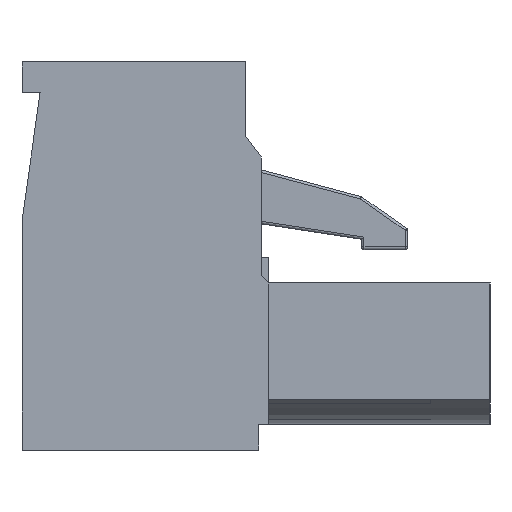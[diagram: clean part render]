
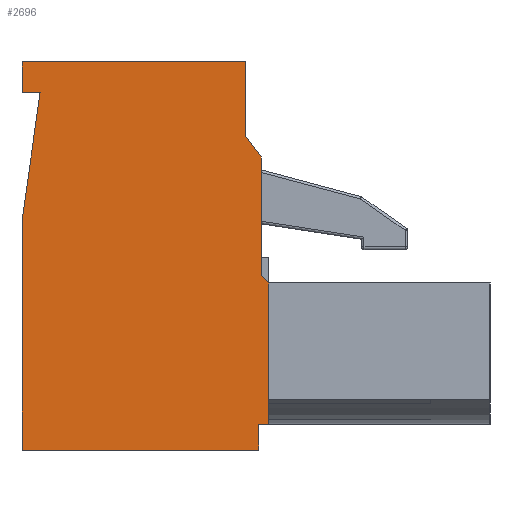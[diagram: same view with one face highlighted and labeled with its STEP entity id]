
A CAD part, left-side view. The second image highlights one B-rep face of the part: STEP entity #2696.
In plain terms, the highlighted planar face has unit normal (-1, 0, 0).
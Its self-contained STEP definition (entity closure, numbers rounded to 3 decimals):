
#2696 = ADVANCED_FACE( '', ( #5825 ), #5826, .F. );
#5825 = FACE_OUTER_BOUND( '', #9493, .T. );
#5826 = PLANE( '', #9494 );
#9493 = EDGE_LOOP( '', ( #16741, #16742, #16743, #16744, #16745, #16746, #16747, #16748, #16749, #16750, #16751, #16752, #16753 ) );
#9494 = AXIS2_PLACEMENT_3D( '', #16754, #16755, #16756 );
#16741 = ORIENTED_EDGE( '', *, *, #24919, .F. );
#16742 = ORIENTED_EDGE( '', *, *, #24920, .F. );
#16743 = ORIENTED_EDGE( '', *, *, #24921, .F. );
#16744 = ORIENTED_EDGE( '', *, *, #24705, .F. );
#16745 = ORIENTED_EDGE( '', *, *, #24922, .F. );
#16746 = ORIENTED_EDGE( '', *, *, #23962, .F. );
#16747 = ORIENTED_EDGE( '', *, *, #23377, .F. );
#16748 = ORIENTED_EDGE( '', *, *, #23743, .F. );
#16749 = ORIENTED_EDGE( '', *, *, #24923, .F. );
#16750 = ORIENTED_EDGE( '', *, *, #24924, .F. );
#16751 = ORIENTED_EDGE( '', *, *, #24925, .F. );
#16752 = ORIENTED_EDGE( '', *, *, #24926, .F. );
#16753 = ORIENTED_EDGE( '', *, *, #22657, .F. );
#16754 = CARTESIAN_POINT( '', ( -30.05, 0., 0. ) );
#16755 = DIRECTION( '', ( 1., 0., 0. ) );
#16756 = DIRECTION( '', ( 0., 0., -1. ) );
#22657 = EDGE_CURVE( '', #27387, #27389, #27390, .T. );
#23377 = EDGE_CURVE( '', #28590, #28593, #28594, .T. );
#23743 = EDGE_CURVE( '', #29173, #28590, #29175, .T. );
#23962 = EDGE_CURVE( '', #28593, #29509, #29510, .T. );
#24705 = EDGE_CURVE( '', #30621, #30623, #30624, .T. );
#24919 = EDGE_CURVE( '', #30918, #27387, #30919, .T. );
#24920 = EDGE_CURVE( '', #30920, #30918, #30921, .T. );
#24921 = EDGE_CURVE( '', #30623, #30920, #30922, .T. );
#24922 = EDGE_CURVE( '', #29509, #30621, #30923, .T. );
#24923 = EDGE_CURVE( '', #30924, #29173, #30925, .T. );
#24924 = EDGE_CURVE( '', #30926, #30924, #30927, .T. );
#24925 = EDGE_CURVE( '', #30928, #30926, #30929, .T. );
#24926 = EDGE_CURVE( '', #27389, #30928, #30930, .T. );
#27387 = VERTEX_POINT( '', #34085 );
#27389 = VERTEX_POINT( '', #34088 );
#27390 = LINE( '', #34089, #34090 );
#28590 = VERTEX_POINT( '', #35815 );
#28593 = VERTEX_POINT( '', #35819 );
#28594 = LINE( '', #35820, #35821 );
#29173 = VERTEX_POINT( '', #36662 );
#29175 = LINE( '', #36665, #36666 );
#29509 = VERTEX_POINT( '', #37158 );
#29510 = LINE( '', #37159, #37160 );
#30621 = VERTEX_POINT( '', #38813 );
#30623 = VERTEX_POINT( '', #38816 );
#30624 = LINE( '', #38817, #38818 );
#30918 = VERTEX_POINT( '', #39258 );
#30919 = LINE( '', #39259, #39260 );
#30920 = VERTEX_POINT( '', #39261 );
#30921 = LINE( '', #39262, #39263 );
#30922 = LINE( '', #39264, #39265 );
#30923 = LINE( '', #39266, #39267 );
#30924 = VERTEX_POINT( '', #39268 );
#30925 = LINE( '', #39269, #39270 );
#30926 = VERTEX_POINT( '', #39271 );
#30927 = LINE( '', #39272, #39273 );
#30928 = VERTEX_POINT( '', #39274 );
#30929 = LINE( '', #39275, #39276 );
#30930 = LINE( '', #39277, #39278 );
#34085 = CARTESIAN_POINT( '', ( -30.05, 0.6, 8.95 ) );
#34088 = CARTESIAN_POINT( '', ( -30.05, 0., 8.15 ) );
#34089 = CARTESIAN_POINT( '', ( -30.05, 0.6, 8.95 ) );
#34090 = VECTOR( '', #42178, 1000. );
#35815 = CARTESIAN_POINT( '', ( -30.05, 0.1, -3.25 ) );
#35819 = CARTESIAN_POINT( '', ( -30.05, 9.3, -3.25 ) );
#35820 = CARTESIAN_POINT( '', ( -30.05, 0.1, -3.25 ) );
#35821 = VECTOR( '', #42859, 1000. );
#36662 = CARTESIAN_POINT( '', ( -30.05, 0.1, -2.25 ) );
#36665 = CARTESIAN_POINT( '', ( -30.05, 0.1, -2.25 ) );
#36666 = VECTOR( '', #43198, 1000. );
#37158 = CARTESIAN_POINT( '', ( -30.05, 9.3, 5.65 ) );
#37159 = CARTESIAN_POINT( '', ( -30.05, 9.3, -3.25 ) );
#37160 = VECTOR( '', #43393, 1000. );
#38813 = CARTESIAN_POINT( '', ( -30.05, 8.597, 10.65 ) );
#38816 = CARTESIAN_POINT( '', ( -30.05, 9.3, 10.65 ) );
#38817 = CARTESIAN_POINT( '', ( -30.05, 8.597, 10.65 ) );
#38818 = VECTOR( '', #44104, 1000. );
#39258 = CARTESIAN_POINT( '', ( -30.05, 0.6, 11.85 ) );
#39259 = CARTESIAN_POINT( '', ( -30.05, 0.6, 11.85 ) );
#39260 = VECTOR( '', #44292, 1000. );
#39261 = CARTESIAN_POINT( '', ( -30.05, 9.3, 11.85 ) );
#39262 = CARTESIAN_POINT( '', ( -30.05, 9.3, 11.85 ) );
#39263 = VECTOR( '', #44293, 1000. );
#39264 = CARTESIAN_POINT( '', ( -30.05, 9.3, 10.65 ) );
#39265 = VECTOR( '', #44294, 1000. );
#39266 = CARTESIAN_POINT( '', ( -30.05, 9.3, 5.65 ) );
#39267 = VECTOR( '', #44295, 1000. );
#39268 = CARTESIAN_POINT( '', ( -30.05, -0.3, -2.25 ) );
#39269 = CARTESIAN_POINT( '', ( -30.05, -0.3, -2.25 ) );
#39270 = VECTOR( '', #44296, 1000. );
#39271 = CARTESIAN_POINT( '', ( -30.05, -0.3, 3.25 ) );
#39272 = CARTESIAN_POINT( '', ( -30.05, -0.3, 3.25 ) );
#39273 = VECTOR( '', #44297, 1000. );
#39274 = CARTESIAN_POINT( '', ( -30.05, 0., 3.55 ) );
#39275 = CARTESIAN_POINT( '', ( -30.05, 0., 3.55 ) );
#39276 = VECTOR( '', #44298, 1000. );
#39277 = CARTESIAN_POINT( '', ( -30.05, 0., 8.15 ) );
#39278 = VECTOR( '', #44299, 1000. );
#42178 = DIRECTION( '', ( 0., -0.6, -0.8 ) );
#42859 = DIRECTION( '', ( 0., 1., 0. ) );
#43198 = DIRECTION( '', ( 0., 0., -1. ) );
#43393 = DIRECTION( '', ( 0., 0., 1. ) );
#44104 = DIRECTION( '', ( 0., 1., 0. ) );
#44292 = DIRECTION( '', ( 0., 0., -1. ) );
#44293 = DIRECTION( '', ( 0., -1., 0. ) );
#44294 = DIRECTION( '', ( 0., 0., 1. ) );
#44295 = DIRECTION( '', ( 0., -0.139, 0.99 ) );
#44296 = DIRECTION( '', ( 0., 1., 0. ) );
#44297 = DIRECTION( '', ( 0., 0., -1. ) );
#44298 = DIRECTION( '', ( 0., -0.707, -0.707 ) );
#44299 = DIRECTION( '', ( 0., 0., -1. ) );
